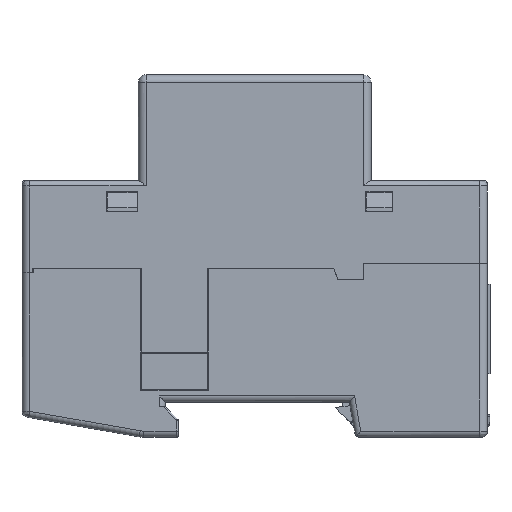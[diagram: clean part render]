
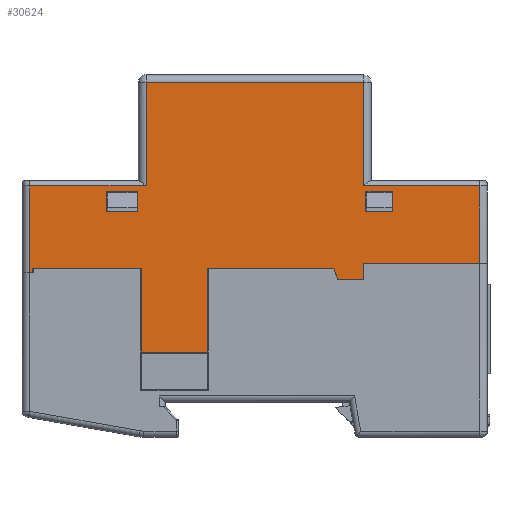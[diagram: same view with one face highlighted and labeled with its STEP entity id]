
A CAD part, left-side view. The second image highlights one B-rep face of the part: STEP entity #30624.
In plain terms, the highlighted planar face has unit normal (-1, 0, 0).
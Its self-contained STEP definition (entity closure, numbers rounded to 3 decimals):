
#25546=CARTESIAN_POINT('',(-138.132,-3.103,48.9));
#25547=VERTEX_POINT('',#25546);
#25554=CARTESIAN_POINT('',(-138.132,-3.103,52.9));
#25555=VERTEX_POINT('',#25554);
#25556=CARTESIAN_POINT('',(-138.132,-3.103,52.9));
#25557=DIRECTION('',(0.0,0.0,-1.0));
#25558=VECTOR('',#25557,4.);
#25559=LINE('',#25556,#25558);
#25560=EDGE_CURVE('',#25555,#25547,#25559,.T.);
#25702=CARTESIAN_POINT('',(-138.132,2.097,48.9));
#25703=VERTEX_POINT('',#25702);
#25710=CARTESIAN_POINT('',(-138.132,-3.103,48.9));
#25711=DIRECTION('',(0.0,1.0,0.0));
#25712=VECTOR('',#25711,5.2);
#25713=LINE('',#25710,#25712);
#25714=EDGE_CURVE('',#25547,#25703,#25713,.T.);
#25726=CARTESIAN_POINT('',(-138.132,2.097,52.9));
#25727=VERTEX_POINT('',#25726);
#25728=CARTESIAN_POINT('',(-138.132,2.097,52.9));
#25729=DIRECTION('',(0.0,-1.0,0.0));
#25730=VECTOR('',#25729,5.2);
#25731=LINE('',#25728,#25730);
#25732=EDGE_CURVE('',#25727,#25555,#25731,.T.);
#25823=CARTESIAN_POINT('',(-138.132,2.097,48.9));
#25824=DIRECTION('',(0.0,0.0,1.0));
#25825=VECTOR('',#25824,4.);
#25826=LINE('',#25823,#25825);
#25827=EDGE_CURVE('',#25703,#25727,#25826,.T.);
#27379=CARTESIAN_POINT('',(-138.132,2.597,73.878));
#27380=VERTEX_POINT('',#27379);
#27389=CARTESIAN_POINT('',(-138.132,44.597,73.922));
#27390=VERTEX_POINT('',#27389);
#27398=CARTESIAN_POINT('',(-138.132,2.597,73.878));
#27399=DIRECTION('',(0.0,1.,0.001));
#27400=VECTOR('',#27399,42.);
#27401=LINE('',#27398,#27400);
#27402=EDGE_CURVE('',#27380,#27390,#27401,.T.);
#27460=CARTESIAN_POINT('',(-138.132,-19.903,53.9));
#27461=VERTEX_POINT('',#27460);
#27490=CARTESIAN_POINT('',(-138.132,-19.903,39.0));
#27491=VERTEX_POINT('',#27490);
#27492=CARTESIAN_POINT('',(-138.132,-19.903,39.0));
#27493=DIRECTION('',(0.0,0.0,1.0));
#27494=VECTOR('',#27493,14.9);
#27495=LINE('',#27492,#27494);
#27496=EDGE_CURVE('',#27491,#27461,#27495,.T.);
#27679=CARTESIAN_POINT('',(-138.132,2.597,53.9));
#27680=VERTEX_POINT('',#27679);
#27763=CARTESIAN_POINT('',(-138.132,2.597,53.9));
#27764=DIRECTION('',(0.0,-1.0,0.0));
#27765=VECTOR('',#27764,22.5);
#27766=LINE('',#27763,#27765);
#27767=EDGE_CURVE('',#27680,#27461,#27766,.T.);
#27898=CARTESIAN_POINT('',(-138.132,2.597,53.9));
#27899=DIRECTION('',(0.0,0.0,1.0));
#27900=VECTOR('',#27899,19.978);
#27901=LINE('',#27898,#27900);
#27902=EDGE_CURVE('',#27680,#27380,#27901,.T.);
#28489=CARTESIAN_POINT('',(-138.132,8.292,38.0));
#28490=VERTEX_POINT('',#28489);
#28507=CARTESIAN_POINT('',(-138.132,7.492,35.8));
#28508=VERTEX_POINT('',#28507);
#28515=CARTESIAN_POINT('',(-138.132,7.492,35.8));
#28516=DIRECTION('',(0.0,0.342,0.94));
#28517=VECTOR('',#28516,2.341);
#28518=LINE('',#28515,#28517);
#28519=EDGE_CURVE('',#28508,#28490,#28518,.T.);
#28531=CARTESIAN_POINT('',(-138.132,32.697,38.0));
#28532=VERTEX_POINT('',#28531);
#28539=CARTESIAN_POINT('',(-138.132,32.697,21.7));
#28540=VERTEX_POINT('',#28539);
#28541=CARTESIAN_POINT('',(-138.132,32.697,21.7));
#28542=DIRECTION('',(0.0,0.0,1.0));
#28543=VECTOR('',#28542,16.3);
#28544=LINE('',#28541,#28543);
#28545=EDGE_CURVE('',#28540,#28532,#28544,.T.);
#28706=CARTESIAN_POINT('',(-138.132,2.597,35.8));
#28707=VERTEX_POINT('',#28706);
#28708=CARTESIAN_POINT('',(-138.132,2.597,35.8));
#28709=DIRECTION('',(0.0,1.0,0.0));
#28710=VECTOR('',#28709,4.896);
#28711=LINE('',#28708,#28710);
#28712=EDGE_CURVE('',#28707,#28508,#28711,.T.);
#28998=CARTESIAN_POINT('',(-138.132,2.597,39.0));
#28999=VERTEX_POINT('',#28998);
#29006=CARTESIAN_POINT('',(-138.132,2.597,39.0));
#29007=DIRECTION('',(0.0,0.0,-1.0));
#29008=VECTOR('',#29007,3.2);
#29009=LINE('',#29006,#29008);
#29010=EDGE_CURVE('',#28999,#28707,#29009,.T.);
#29416=CARTESIAN_POINT('',(-138.132,45.497,21.7));
#29417=VERTEX_POINT('',#29416);
#29424=CARTESIAN_POINT('',(-138.132,45.497,38.0));
#29425=VERTEX_POINT('',#29424);
#29426=CARTESIAN_POINT('',(-138.132,45.497,38.0));
#29427=DIRECTION('',(0.0,0.0,-1.0));
#29428=VECTOR('',#29427,16.3);
#29429=LINE('',#29426,#29428);
#29430=EDGE_CURVE('',#29425,#29417,#29429,.T.);
#29629=CARTESIAN_POINT('',(-138.132,8.292,38.0));
#29630=DIRECTION('',(0.0,1.0,0.0));
#29631=VECTOR('',#29630,24.404);
#29632=LINE('',#29629,#29631);
#29633=EDGE_CURVE('',#28490,#28532,#29632,.T.);
#29685=CARTESIAN_POINT('',(-138.132,45.497,21.7));
#29686=DIRECTION('',(0.0,-1.0,0.0));
#29687=VECTOR('',#29686,12.8);
#29688=LINE('',#29685,#29687);
#29689=EDGE_CURVE('',#29417,#28540,#29688,.T.);
#29719=CARTESIAN_POINT('',(-138.132,66.597,37.1));
#29720=VERTEX_POINT('',#29719);
#29728=CARTESIAN_POINT('',(-138.132,66.597,38.0));
#29729=VERTEX_POINT('',#29728);
#29736=CARTESIAN_POINT('',(-138.132,66.597,38.0));
#29737=DIRECTION('',(0.0,0.0,-1.0));
#29738=VECTOR('',#29737,0.9);
#29739=LINE('',#29736,#29738);
#29740=EDGE_CURVE('',#29729,#29720,#29739,.T.);
#29790=CARTESIAN_POINT('',(-138.132,45.497,38.0));
#29791=DIRECTION('',(0.0,1.0,0.0));
#29792=VECTOR('',#29791,21.1);
#29793=LINE('',#29790,#29792);
#29794=EDGE_CURVE('',#29425,#29729,#29793,.T.);
#29931=CARTESIAN_POINT('',(-138.132,46.197,48.9));
#29932=VERTEX_POINT('',#29931);
#29949=CARTESIAN_POINT('',(-138.132,52.197,48.9));
#29950=VERTEX_POINT('',#29949);
#29957=CARTESIAN_POINT('',(-138.132,52.197,48.9));
#29958=DIRECTION('',(0.0,-1.0,0.0));
#29959=VECTOR('',#29958,6.0);
#29960=LINE('',#29957,#29959);
#29961=EDGE_CURVE('',#29950,#29932,#29960,.T.);
#30308=CARTESIAN_POINT('',(-138.132,2.597,39.0));
#30309=DIRECTION('',(0.0,-1.0,0.0));
#30310=VECTOR('',#30309,22.5);
#30311=LINE('',#30308,#30310);
#30312=EDGE_CURVE('',#28999,#27491,#30311,.T.);
#30542=CARTESIAN_POINT('',(-138.132,1.597,41.9));
#30543=DIRECTION('',(-1.0,0.0,0.0));
#30544=DIRECTION('',(0.0,-1.0,0.0));
#30545=AXIS2_PLACEMENT_3D('',#30542,#30543,#30544);
#30546=PLANE('',#30545);
#30547=ORIENTED_EDGE('',*,*,#27496,.T.);
#30548=ORIENTED_EDGE('',*,*,#27767,.F.);
#30549=ORIENTED_EDGE('',*,*,#27902,.T.);
#30550=ORIENTED_EDGE('',*,*,#27402,.T.);
#30551=CARTESIAN_POINT('',(-138.132,44.597,53.9));
#30552=VERTEX_POINT('',#30551);
#30553=CARTESIAN_POINT('',(-138.132,44.597,73.922));
#30554=DIRECTION('',(0.0,0.0,-1.0));
#30555=VECTOR('',#30554,20.022);
#30556=LINE('',#30553,#30555);
#30557=EDGE_CURVE('',#27390,#30552,#30556,.T.);
#30558=ORIENTED_EDGE('',*,*,#30557,.T.);
#30559=CARTESIAN_POINT('',(-138.132,67.097,53.9));
#30560=VERTEX_POINT('',#30559);
#30561=CARTESIAN_POINT('',(-138.132,67.097,53.9));
#30562=DIRECTION('',(0.0,-1.0,0.0));
#30563=VECTOR('',#30562,22.5);
#30564=LINE('',#30561,#30563);
#30565=EDGE_CURVE('',#30560,#30552,#30564,.T.);
#30566=ORIENTED_EDGE('',*,*,#30565,.F.);
#30567=CARTESIAN_POINT('',(-138.132,67.097,37.1));
#30568=VERTEX_POINT('',#30567);
#30569=CARTESIAN_POINT('',(-138.132,67.097,37.1));
#30570=DIRECTION('',(0.0,0.0,1.0));
#30571=VECTOR('',#30570,16.8);
#30572=LINE('',#30569,#30571);
#30573=EDGE_CURVE('',#30568,#30560,#30572,.T.);
#30574=ORIENTED_EDGE('',*,*,#30573,.F.);
#30575=CARTESIAN_POINT('',(-138.132,66.597,37.1));
#30576=DIRECTION('',(0.0,1.0,0.0));
#30577=VECTOR('',#30576,0.5);
#30578=LINE('',#30575,#30577);
#30579=EDGE_CURVE('',#29720,#30568,#30578,.T.);
#30580=ORIENTED_EDGE('',*,*,#30579,.F.);
#30581=ORIENTED_EDGE('',*,*,#29740,.F.);
#30582=ORIENTED_EDGE('',*,*,#29794,.F.);
#30583=ORIENTED_EDGE('',*,*,#29430,.T.);
#30584=ORIENTED_EDGE('',*,*,#29689,.T.);
#30585=ORIENTED_EDGE('',*,*,#28545,.T.);
#30586=ORIENTED_EDGE('',*,*,#29633,.F.);
#30587=ORIENTED_EDGE('',*,*,#28519,.F.);
#30588=ORIENTED_EDGE('',*,*,#28712,.F.);
#30589=ORIENTED_EDGE('',*,*,#29010,.F.);
#30590=ORIENTED_EDGE('',*,*,#30312,.T.);
#30591=EDGE_LOOP('',(#30547,#30548,#30549,#30550,#30558,#30566,#30574,#30580,#30581,#30582,#30583,#30584,#30585,#30586,#30587,#30588,#30589,#30590));
#30592=FACE_OUTER_BOUND('',#30591,.T.);
#30593=ORIENTED_EDGE('',*,*,#25827,.T.);
#30594=ORIENTED_EDGE('',*,*,#25732,.T.);
#30595=ORIENTED_EDGE('',*,*,#25560,.T.);
#30596=ORIENTED_EDGE('',*,*,#25714,.T.);
#30597=EDGE_LOOP('',(#30593,#30594,#30595,#30596));
#30598=FACE_BOUND('',#30597,.T.);
#30599=CARTESIAN_POINT('',(-138.132,52.197,52.9));
#30600=VERTEX_POINT('',#30599);
#30601=CARTESIAN_POINT('',(-138.132,52.197,52.9));
#30602=DIRECTION('',(0.0,0.0,-1.0));
#30603=VECTOR('',#30602,4.);
#30604=LINE('',#30601,#30603);
#30605=EDGE_CURVE('',#30600,#29950,#30604,.T.);
#30606=ORIENTED_EDGE('',*,*,#30605,.F.);
#30607=CARTESIAN_POINT('',(-138.132,46.197,52.9));
#30608=VERTEX_POINT('',#30607);
#30609=CARTESIAN_POINT('',(-138.132,46.197,52.9));
#30610=DIRECTION('',(0.0,1.0,0.0));
#30611=VECTOR('',#30610,6.);
#30612=LINE('',#30609,#30611);
#30613=EDGE_CURVE('',#30608,#30600,#30612,.T.);
#30614=ORIENTED_EDGE('',*,*,#30613,.F.);
#30615=CARTESIAN_POINT('',(-138.132,46.197,48.9));
#30616=DIRECTION('',(0.0,0.0,1.0));
#30617=VECTOR('',#30616,4.);
#30618=LINE('',#30615,#30617);
#30619=EDGE_CURVE('',#29932,#30608,#30618,.T.);
#30620=ORIENTED_EDGE('',*,*,#30619,.F.);
#30621=ORIENTED_EDGE('',*,*,#29961,.F.);
#30622=EDGE_LOOP('',(#30606,#30614,#30620,#30621));
#30623=FACE_BOUND('',#30622,.T.);
#30624=ADVANCED_FACE('',(#30592,#30598,#30623),#30546,.T.);
